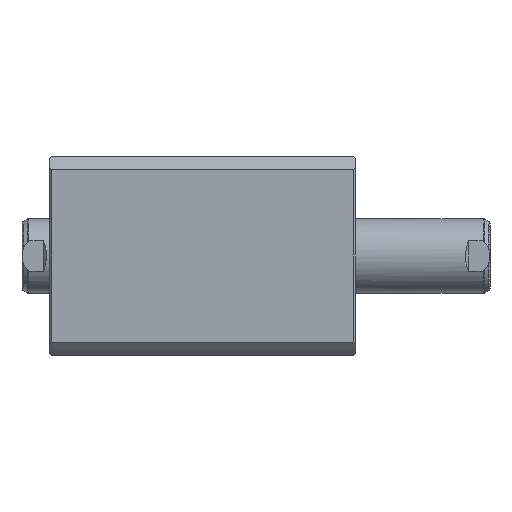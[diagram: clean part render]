
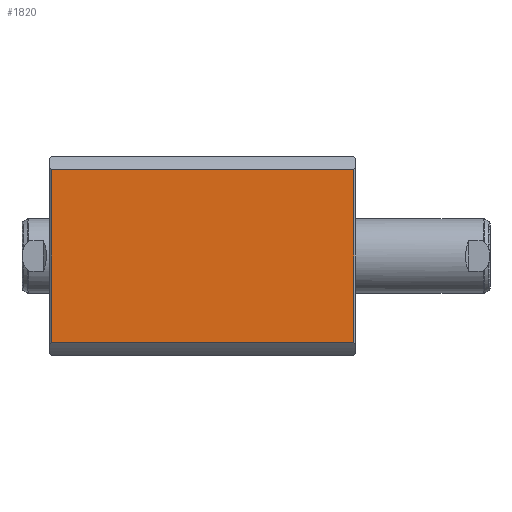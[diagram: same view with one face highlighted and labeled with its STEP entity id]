
A CAD part, left-side view. The second image highlights one B-rep face of the part: STEP entity #1820.
In plain terms, the highlighted planar face has unit normal (-1, 0, 0).
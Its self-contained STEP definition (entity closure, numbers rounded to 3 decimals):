
#76 = EDGE_CURVE ( 'NONE', #3690, #1267, #2421, .T. ) ;
#895 = CARTESIAN_POINT ( 'NONE',  ( -47., -40.435, 300. ) ) ;
#981 = DIRECTION ( 'NONE',  ( 0., 0., -1. ) ) ;
#1267 = VERTEX_POINT ( 'NONE', #10936 ) ;
#1685 = VERTEX_POINT ( 'NONE', #12269 ) ;
#1820 = ADVANCED_FACE ( 'NONE', ( #9568 ), #9302, .F. ) ;
#1882 = DIRECTION ( 'NONE',  ( 0., -1., 0. ) ) ;
#1931 = VECTOR ( 'NONE', #981, 1000. ) ;
#2008 = ORIENTED_EDGE ( 'NONE', *, *, #10522, .T. ) ;
#2113 = DIRECTION ( 'NONE',  ( 0., 1., 0. ) ) ;
#2421 = LINE ( 'NONE', #4527, #10372 ) ;
#2934 = ORIENTED_EDGE ( 'NONE', *, *, #76, .F. ) ;
#3156 = CARTESIAN_POINT ( 'NONE',  ( -47., -40.435, 143. ) ) ;
#3690 = VERTEX_POINT ( 'NONE', #9705 ) ;
#4077 = CARTESIAN_POINT ( 'NONE',  ( -47., 47., 143. ) ) ;
#4527 = CARTESIAN_POINT ( 'NONE',  ( -47., 40.435, 300. ) ) ;
#4633 = LINE ( 'NONE', #895, #1931 ) ;
#5103 = VECTOR ( 'NONE', #1882, 1000. ) ;
#5702 = EDGE_CURVE ( 'NONE', #11946, #1685, #4633, .T. ) ;
#5926 = LINE ( 'NONE', #4077, #8682 ) ;
#6193 = CARTESIAN_POINT ( 'NONE',  ( -47., 47., 144. ) ) ;
#6687 = AXIS2_PLACEMENT_3D ( 'NONE', #6193, #8298, #2113 ) ;
#7137 = EDGE_CURVE ( 'NONE', #3690, #1685, #13061, .T. ) ;
#8298 = DIRECTION ( 'NONE',  ( 1., 0., 0. ) ) ;
#8682 = VECTOR ( 'NONE', #10298, 1000. ) ;
#8710 = DIRECTION ( 'NONE',  ( 0., 0., 1. ) ) ;
#9105 = CARTESIAN_POINT ( 'NONE',  ( -47., 47., 1. ) ) ;
#9302 = PLANE ( 'NONE',  #6687 ) ;
#9568 = FACE_OUTER_BOUND ( 'NONE', #11010, .T. ) ;
#9652 = ORIENTED_EDGE ( 'NONE', *, *, #5702, .F. ) ;
#9705 = CARTESIAN_POINT ( 'NONE',  ( -47., 40.435, 1. ) ) ;
#10298 = DIRECTION ( 'NONE',  ( 0., 1., 0. ) ) ;
#10372 = VECTOR ( 'NONE', #8710, 1000. ) ;
#10522 = EDGE_CURVE ( 'NONE', #11946, #1267, #5926, .T. ) ;
#10936 = CARTESIAN_POINT ( 'NONE',  ( -47., 40.435, 143. ) ) ;
#11010 = EDGE_LOOP ( 'NONE', ( #9652, #2008, #2934, #12331 ) ) ;
#11946 = VERTEX_POINT ( 'NONE', #3156 ) ;
#12269 = CARTESIAN_POINT ( 'NONE',  ( -47., -40.435, 1. ) ) ;
#12331 = ORIENTED_EDGE ( 'NONE', *, *, #7137, .T. ) ;
#13061 = LINE ( 'NONE', #9105, #5103 ) ;
